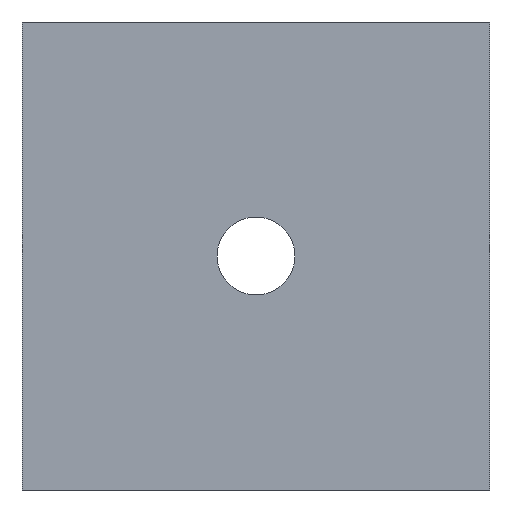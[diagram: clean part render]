
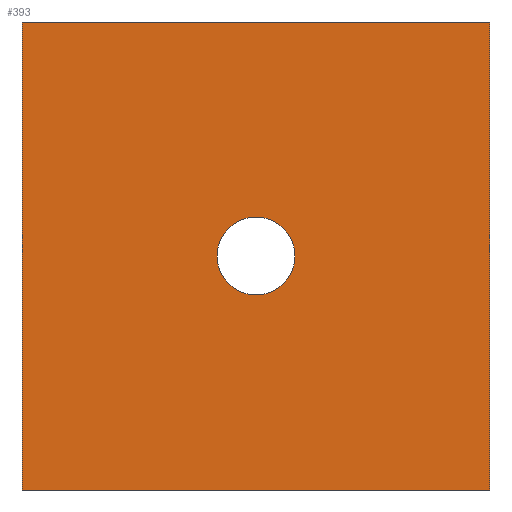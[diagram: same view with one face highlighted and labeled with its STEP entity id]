
A CAD part, left-side view. The second image highlights one B-rep face of the part: STEP entity #393.
In plain terms, the highlighted planar face has unit normal (-1, 0, 0).
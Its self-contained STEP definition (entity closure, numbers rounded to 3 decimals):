
#26=FACE_BOUND('',#98,.T.);
#38=PLANE('',#446);
#65=FACE_OUTER_BOUND('',#97,.T.);
#97=EDGE_LOOP('',(#365,#366,#367,#368));
#98=EDGE_LOOP('',(#369));
#108=LINE('',#598,#141);
#113=LINE('',#615,#146);
#129=LINE('',#662,#162);
#131=LINE('',#665,#164);
#141=VECTOR('',#486,10.);
#146=VECTOR('',#505,10.);
#162=VECTOR('',#553,10.);
#164=VECTOR('',#557,10.);
#181=CIRCLE('',#436,2.5);
#195=VERTEX_POINT('',#595);
#196=VERTEX_POINT('',#597);
#201=VERTEX_POINT('',#613);
#206=VERTEX_POINT('',#629);
#216=VERTEX_POINT('',#661);
#234=EDGE_CURVE('',#196,#195,#108,.T.);
#243=EDGE_CURVE('',#201,#195,#113,.T.);
#250=EDGE_CURVE('',#206,#206,#181,.T.);
#265=EDGE_CURVE('',#196,#216,#129,.T.);
#267=EDGE_CURVE('',#216,#201,#131,.T.);
#365=ORIENTED_EDGE('',*,*,#234,.T.);
#366=ORIENTED_EDGE('',*,*,#243,.F.);
#367=ORIENTED_EDGE('',*,*,#267,.F.);
#368=ORIENTED_EDGE('',*,*,#265,.F.);
#369=ORIENTED_EDGE('',*,*,#250,.T.);
#393=ADVANCED_FACE('',(#65,#26),#38,.F.);
#436=AXIS2_PLACEMENT_3D('',#630,#522,#523);
#446=AXIS2_PLACEMENT_3D('',#666,#558,#559);
#486=DIRECTION('',(0.,-1.,0.));
#505=DIRECTION('',(0.,0.,-1.));
#522=DIRECTION('center_axis',(1.,0.,0.));
#523=DIRECTION('ref_axis',(0.,-1.,0.));
#553=DIRECTION('',(0.,0.,1.));
#557=DIRECTION('',(0.,-1.,0.));
#558=DIRECTION('center_axis',(1.,0.,0.));
#559=DIRECTION('ref_axis',(0.,-1.,0.));
#595=CARTESIAN_POINT('',(-15.,-15.,-15.));
#597=CARTESIAN_POINT('',(-15.,15.,-15.));
#598=CARTESIAN_POINT('',(-15.,0.,-15.));
#613=CARTESIAN_POINT('',(-15.,-15.,15.));
#615=CARTESIAN_POINT('',(-15.,-15.,0.));
#629=CARTESIAN_POINT('',(-15.,2.5,0.));
#630=CARTESIAN_POINT('Origin',(-15.,0.,0.));
#661=CARTESIAN_POINT('',(-15.,15.,15.));
#662=CARTESIAN_POINT('',(-15.,15.,0.));
#665=CARTESIAN_POINT('',(-15.,0.,15.));
#666=CARTESIAN_POINT('Origin',(-15.,0.,0.));
